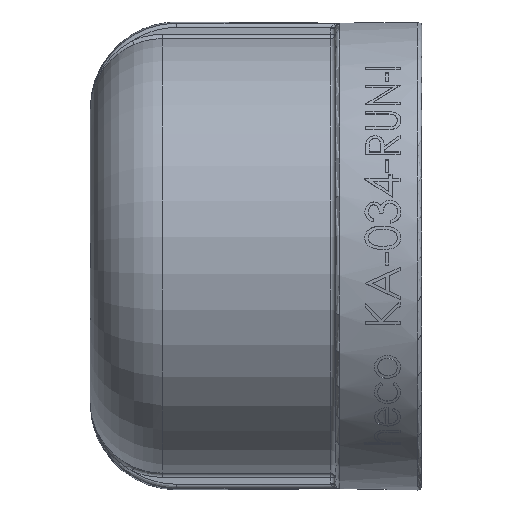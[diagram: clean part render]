
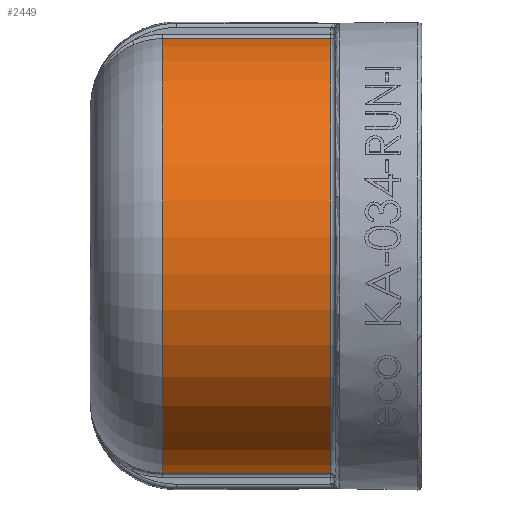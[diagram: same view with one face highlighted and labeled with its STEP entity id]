
A CAD part, top view. The second image highlights one B-rep face of the part: STEP entity #2449.
In plain terms, the highlighted cylindrical face has radius 15.25 mm (diameter 30.5 mm), a partial arc.
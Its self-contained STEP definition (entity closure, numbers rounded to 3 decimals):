
#44 = CARTESIAN_POINT ( 'NONE',  ( -9., 15.082, 2.256 ) ) ;
#1512 = LINE ( 'NONE', #44, #17066 ) ;
#1780 = CARTESIAN_POINT ( 'NONE',  ( -0.8, 15.082, 2.256 ) ) ;
#1827 = EDGE_CURVE ( 'NONE', #4307, #13673, #1512, .T. ) ;
#1850 = AXIS2_PLACEMENT_3D ( 'NONE', #11986, #14940, #2804 ) ;
#2093 = CARTESIAN_POINT ( 'NONE',  ( -9., -15.082, 2.256 ) ) ;
#2196 = CIRCLE ( 'NONE', #9795, 15.25 ) ;
#2449 = ADVANCED_FACE ( 'NONE', ( #17920 ), #12191, .T. ) ;
#2460 = CARTESIAN_POINT ( 'NONE',  ( -12.5, -15.082, 2.256 ) ) ;
#2804 = DIRECTION ( 'NONE',  ( 0., 1., 0. ) ) ;
#2885 = VERTEX_POINT ( 'NONE', #2460 ) ;
#3303 = DIRECTION ( 'NONE',  ( 0., 0., 1. ) ) ;
#3313 = VECTOR ( 'NONE', #18784, 1000. ) ;
#4307 = VERTEX_POINT ( 'NONE', #9365 ) ;
#4781 = DIRECTION ( 'NONE',  ( -1., 0., 0. ) ) ;
#5488 = EDGE_CURVE ( 'NONE', #2885, #4307, #2196, .T. ) ;
#6063 = EDGE_LOOP ( 'NONE', ( #9409, #6455, #16784, #18744 ) ) ;
#6455 = ORIENTED_EDGE ( 'NONE', *, *, #16662, .F. ) ;
#7326 = CARTESIAN_POINT ( 'NONE',  ( -0.8, 0., 0. ) ) ;
#9020 = CIRCLE ( 'NONE', #11218, 15.25 ) ;
#9365 = CARTESIAN_POINT ( 'NONE',  ( -12.5, 15.082, 2.256 ) ) ;
#9409 = ORIENTED_EDGE ( 'NONE', *, *, #16309, .F. ) ;
#9722 = LINE ( 'NONE', #2093, #3313 ) ;
#9795 = AXIS2_PLACEMENT_3D ( 'NONE', #12285, #4781, #3303 ) ;
#10387 = DIRECTION ( 'NONE',  ( 0., -1., 0. ) ) ;
#11218 = AXIS2_PLACEMENT_3D ( 'NONE', #7326, #16494, #10387 ) ;
#11986 = CARTESIAN_POINT ( 'NONE',  ( -9., 0., 0. ) ) ;
#12191 = CYLINDRICAL_SURFACE ( 'NONE', #1850, 15.25 ) ;
#12285 = CARTESIAN_POINT ( 'NONE',  ( -12.5, 0., 0. ) ) ;
#12973 = VERTEX_POINT ( 'NONE', #16176 ) ;
#13673 = VERTEX_POINT ( 'NONE', #1780 ) ;
#14940 = DIRECTION ( 'NONE',  ( 1., 0., 0. ) ) ;
#15137 = DIRECTION ( 'NONE',  ( 1., 0., 0. ) ) ;
#16176 = CARTESIAN_POINT ( 'NONE',  ( -0.8, -15.082, 2.256 ) ) ;
#16309 = EDGE_CURVE ( 'NONE', #12973, #2885, #9722, .T. ) ;
#16494 = DIRECTION ( 'NONE',  ( 1., 0., 0. ) ) ;
#16662 = EDGE_CURVE ( 'NONE', #13673, #12973, #9020, .T. ) ;
#16784 = ORIENTED_EDGE ( 'NONE', *, *, #1827, .F. ) ;
#17066 = VECTOR ( 'NONE', #15137, 1000. ) ;
#17920 = FACE_OUTER_BOUND ( 'NONE', #6063, .T. ) ;
#18744 = ORIENTED_EDGE ( 'NONE', *, *, #5488, .F. ) ;
#18784 = DIRECTION ( 'NONE',  ( -1., 0., 0. ) ) ;
